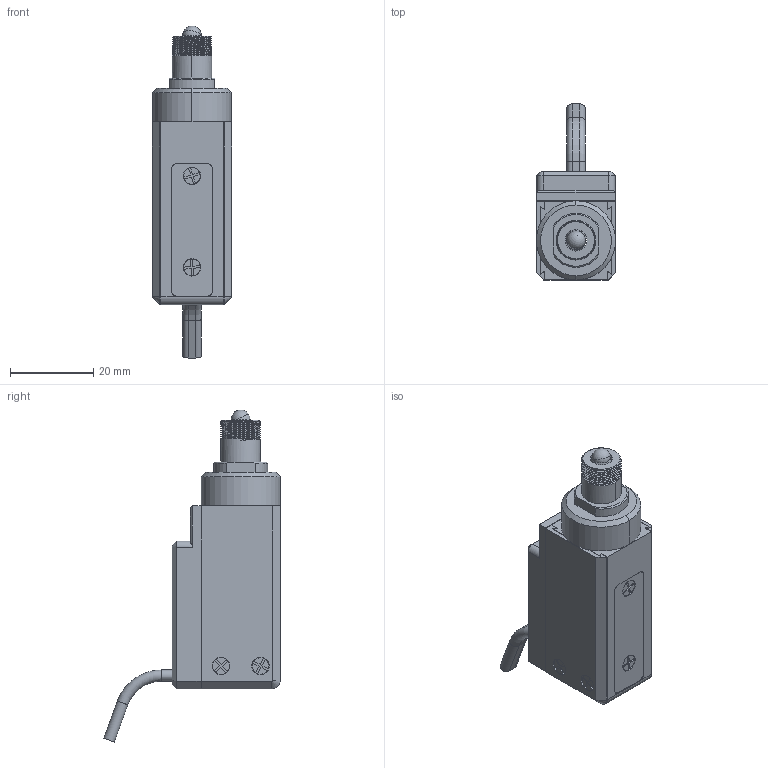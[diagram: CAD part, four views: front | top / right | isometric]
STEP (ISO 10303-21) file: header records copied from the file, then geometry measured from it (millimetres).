
FILE_DESCRIPTION (( 'STEP AP214' ), '1' );
FILE_NAME ('LA3-1912J-V6-20250612-cust.STEP', '2025-06-17T06:29:13', ( '' ), ( '' ), 'SwSTEP 2.0', 'SolidWorks 2021', '' );
FILE_SCHEMA (( 'AUTOMOTIVE_DESIGN' ));
Length unit declared in the file: millimetre
Products named in the file (1): LA3-1912J-V6-20250612-cust
Bounding box: 19 x 42.41 x 79.76 mm (x, y, z)
Surface area: 8093.1 mm2 (no closed solid volume)
Topology: 0 solids, 20 shells, 303 faces, 987 edges, 707 vertices
Faces by surface type: plane 201, cylinder 80, cone 13, torus 4, bspline 3, sphere 2
Entity records: 15436 total; most frequent: CARTESIAN_POINT 3468, DIRECTION 1818, ORIENTED_EDGE 1655, EDGE_CURVE 982, VERTEX_POINT 704, VECTOR 614, LINE 614, AXIS2_PLACEMENT_3D 602
